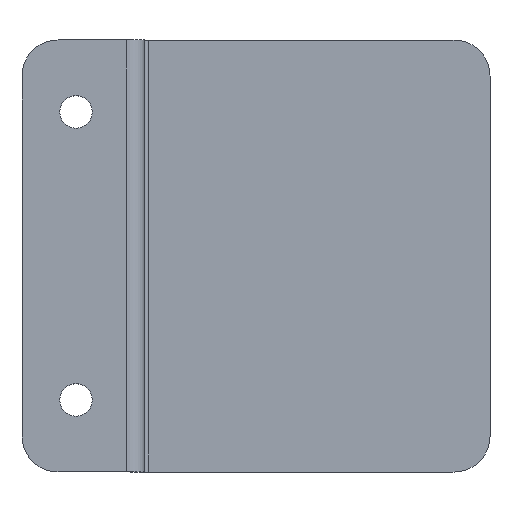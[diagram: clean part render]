
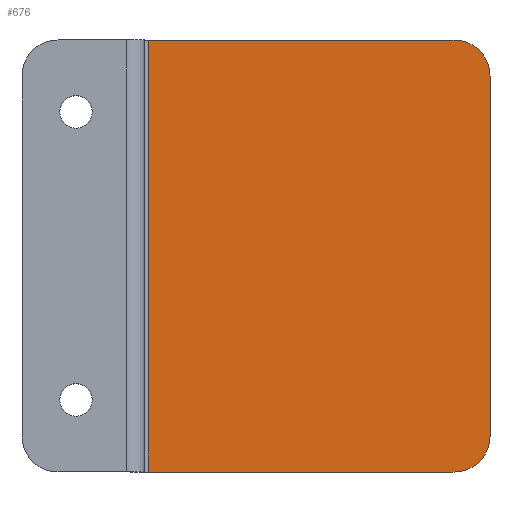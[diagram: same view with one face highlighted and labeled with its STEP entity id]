
A CAD part, top view. The second image highlights one B-rep face of the part: STEP entity #676.
In plain terms, the highlighted planar face has unit normal (0, 0, 1).
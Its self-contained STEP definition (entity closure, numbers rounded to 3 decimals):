
#29 = VECTOR ( 'NONE', #313, 1000. ) ;
#43 = CARTESIAN_POINT ( 'NONE',  ( 145.5, -330., 235. ) ) ;
#48 = LINE ( 'NONE', #542, #29 ) ;
#51 = DIRECTION ( 'NONE',  ( 1., 0., 0. ) ) ;
#94 = VERTEX_POINT ( 'NONE', #261 ) ;
#95 = CARTESIAN_POINT ( 'NONE',  ( 100.5, -330., 235. ) ) ;
#113 = DIRECTION ( 'NONE',  ( 1., 0., 0. ) ) ;
#129 = CIRCLE ( 'NONE', #737, 5. ) ;
#140 = DIRECTION ( 'NONE',  ( 0., 0., -1. ) ) ;
#144 = CARTESIAN_POINT ( 'NONE',  ( 150.5, -335., 235. ) ) ;
#146 = LINE ( 'NONE', #275, #565 ) ;
#150 = VERTEX_POINT ( 'NONE', #144 ) ;
#151 = CARTESIAN_POINT ( 'NONE',  ( 145.5, -390., 235. ) ) ;
#157 = VERTEX_POINT ( 'NONE', #151 ) ;
#164 = LINE ( 'NONE', #552, #449 ) ;
#186 = DIRECTION ( 'NONE',  ( 0., 1., 0. ) ) ;
#203 = EDGE_CURVE ( 'NONE', #150, #94, #146, .T. ) ;
#232 = VERTEX_POINT ( 'NONE', #707 ) ;
#234 = EDGE_CURVE ( 'NONE', #232, #342, #419, .T. ) ;
#242 = CARTESIAN_POINT ( 'NONE',  ( 145.5, -335., 235. ) ) ;
#261 = CARTESIAN_POINT ( 'NONE',  ( 150.5, -385., 235. ) ) ;
#275 = CARTESIAN_POINT ( 'NONE',  ( 150.5, -330., 235. ) ) ;
#291 = EDGE_LOOP ( 'NONE', ( #680, #701, #567, #468, #491, #477 ) ) ;
#294 = DIRECTION ( 'NONE',  ( 0., 0., -1. ) ) ;
#297 = VERTEX_POINT ( 'NONE', #583 ) ;
#313 = DIRECTION ( 'NONE',  ( -1., 0., 0. ) ) ;
#319 = CARTESIAN_POINT ( 'NONE',  ( 0., 0., 235. ) ) ;
#342 = VERTEX_POINT ( 'NONE', #43 ) ;
#348 = EDGE_CURVE ( 'NONE', #94, #157, #351, .T. ) ;
#351 = CIRCLE ( 'NONE', #624, 5. ) ;
#354 = CARTESIAN_POINT ( 'NONE',  ( 145.5, -385., 235. ) ) ;
#406 = DIRECTION ( 'NONE',  ( 0., -1., 0. ) ) ;
#419 = LINE ( 'NONE', #95, #730 ) ;
#449 = VECTOR ( 'NONE', #186, 1000. ) ;
#468 = ORIENTED_EDGE ( 'NONE', *, *, #475, .F. ) ;
#475 = EDGE_CURVE ( 'NONE', #157, #297, #48, .T. ) ;
#477 = ORIENTED_EDGE ( 'NONE', *, *, #203, .F. ) ;
#483 = DIRECTION ( 'NONE',  ( 0., 0., -1. ) ) ;
#491 = ORIENTED_EDGE ( 'NONE', *, *, #348, .F. ) ;
#522 = EDGE_CURVE ( 'NONE', #342, #150, #129, .T. ) ;
#542 = CARTESIAN_POINT ( 'NONE',  ( 150.5, -390., 235. ) ) ;
#552 = CARTESIAN_POINT ( 'NONE',  ( 103., 0., 235. ) ) ;
#565 = VECTOR ( 'NONE', #406, 1000. ) ;
#567 = ORIENTED_EDGE ( 'NONE', *, *, #726, .F. ) ;
#569 = AXIS2_PLACEMENT_3D ( 'NONE', #319, #140, #748 ) ;
#583 = CARTESIAN_POINT ( 'NONE',  ( 103., -390., 235. ) ) ;
#622 = PLANE ( 'NONE',  #569 ) ;
#624 = AXIS2_PLACEMENT_3D ( 'NONE', #354, #294, #51 ) ;
#642 = FACE_OUTER_BOUND ( 'NONE', #291, .T. ) ;
#676 = ADVANCED_FACE ( 'NONE', ( #642 ), #622, .F. ) ;
#680 = ORIENTED_EDGE ( 'NONE', *, *, #522, .F. ) ;
#701 = ORIENTED_EDGE ( 'NONE', *, *, #234, .F. ) ;
#707 = CARTESIAN_POINT ( 'NONE',  ( 103., -330., 235. ) ) ;
#715 = DIRECTION ( 'NONE',  ( 1., 0., 0. ) ) ;
#726 = EDGE_CURVE ( 'NONE', #297, #232, #164, .T. ) ;
#730 = VECTOR ( 'NONE', #715, 1000. ) ;
#737 = AXIS2_PLACEMENT_3D ( 'NONE', #242, #483, #113 ) ;
#748 = DIRECTION ( 'NONE',  ( -1., 0., 0. ) ) ;
